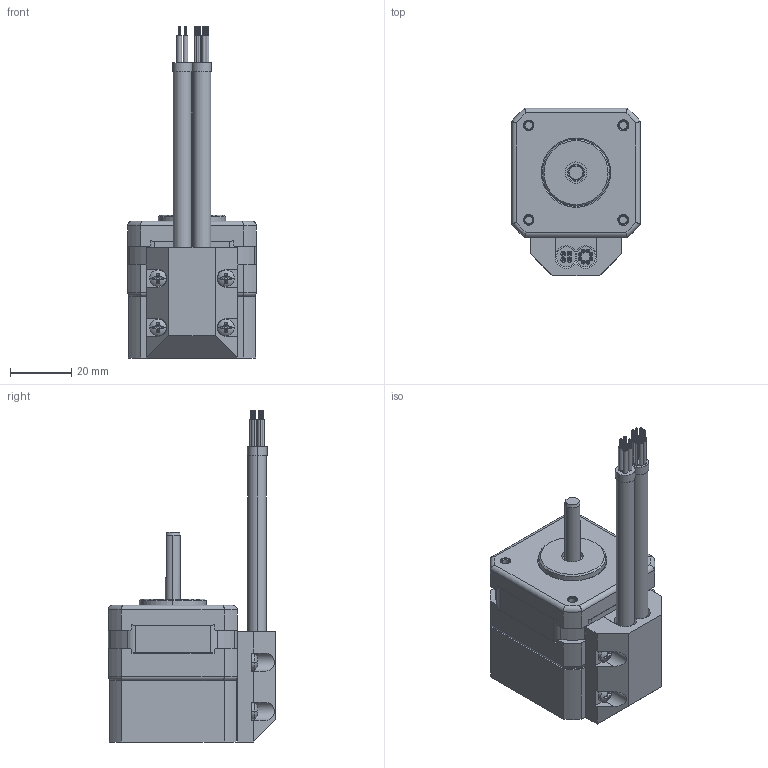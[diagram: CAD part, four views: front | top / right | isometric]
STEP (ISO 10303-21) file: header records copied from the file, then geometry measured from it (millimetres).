
FILE_DESCRIPTION((''),'2;1');
FILE_NAME('4611110058602_ASM','2023-02-09T09:54:24',('ms26442'),(''),'CREO PARAMETRIC BY PTC INC, 2018100','CREO PARAMETRIC BY PTC INC, 2018100','');
FILE_SCHEMA(('CONFIG_CONTROL_DESIGN'));
Products named in the file (32): 4613102100897; 3698153000601; 3698153000598; 4613104005681_ASM; 4613103012631_ASM; 4219121304962; 4613106100092_AF0; 4693220000331_AF0; 4613106100092_AF1; 4332101106070_AF0; 4613107114341_ASM; 4333201500016; 4331101000001; 4613108009635_ASM; 4219121305849; 4294440200012_AF3; 3698151100128; 4294404001784; 4613153000969_ASM; 3219720000565; 4716140201542; 4294404002105; 4394000100589; 4394000100660; 4294404000330; 4394000100590; 4394000100591; 4294404000480; 3698201200063; DIANJIXIANSHU; ENCODERXIANSHU; 4611110058602_ASM
Assembly tree (40 placements, depth 5):
  4611110058602_ASM
    4613153000969_ASM
      4613103012631_ASM
        4613104005681_ASM
          4613102100897
          3698153000601
          3698153000598
      4219121304962
      4613108009635_ASM
        4613107114341_ASM
          4613106100092_AF0
          4693220000331_AF0
          4613106100092_AF1
          4332101106070_AF0
        4333201500016  x2
        4331101000001  x2
      4219121305849
      4294440200012_AF3
      3698151100128
      4294404001784  x2
    3219720000565
    4716140201542
    4294404002105  x3
    4394000100589
    4394000100660
    4294404000330  x2
    4394000100590
    4394000100591
    4294404000480  x4
    3698201200063
    DIANJIXIANSHU
    ENCODERXIANSHU
Bounding box: 42.2 x 55 x 108.8 mm (x, y, z)
Volume: 48646.7 mm3; surface area: 59993.8 mm2
Topology: 34 solids, 62 shells, 3252 faces, 8685 edges, 5708 vertices
Faces by surface type: plane 1608, cylinder 1413, cone 85, torus 72, sphere 38, bspline 36
Entity records: 97587 total; most frequent: CARTESIAN_POINT 19704, DIRECTION 16634, ORIENTED_EDGE 16014, EDGE_CURVE 8049, AXIS2_PLACEMENT_3D 5926, VERTEX_POINT 5296, VECTOR 4782, LINE 4782
